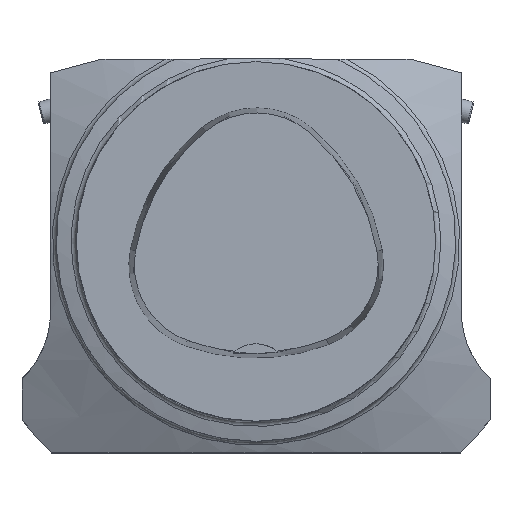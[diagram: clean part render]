
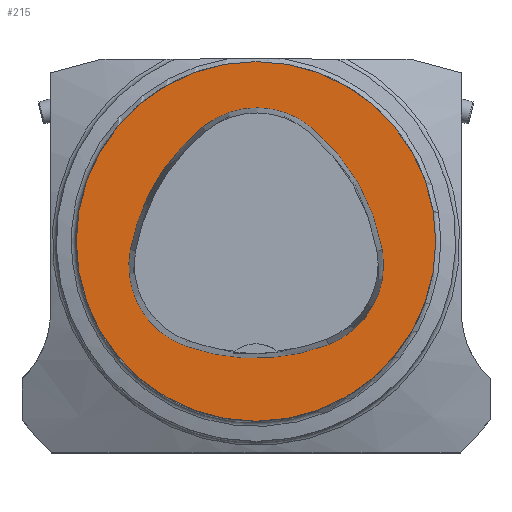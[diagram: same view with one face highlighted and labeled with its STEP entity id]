
A CAD part, top view. The second image highlights one B-rep face of the part: STEP entity #215.
In plain terms, the highlighted planar face has unit normal (0, 0, 1).
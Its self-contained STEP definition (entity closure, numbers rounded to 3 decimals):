
#215=ADVANCED_FACE('',(#572,#573),#282,.T.);
#282=PLANE('',#1617);
#572=FACE_BOUND('',#651,.T.);
#573=FACE_BOUND('',#652,.T.);
#651=EDGE_LOOP('',(#983,#984,#985,#986,#987,#988));
#652=EDGE_LOOP('',(#989));
#983=ORIENTED_EDGE('',*,*,#1403,.T.);
#984=ORIENTED_EDGE('',*,*,#1383,.T.);
#985=ORIENTED_EDGE('',*,*,#1387,.T.);
#986=ORIENTED_EDGE('',*,*,#1390,.T.);
#987=ORIENTED_EDGE('',*,*,#1393,.T.);
#988=ORIENTED_EDGE('',*,*,#1401,.T.);
#989=ORIENTED_EDGE('',*,*,#1259,.F.);
#1120=VERTEX_POINT('',#2129);
#1208=VERTEX_POINT('',#2446);
#1209=VERTEX_POINT('',#2447);
#1212=VERTEX_POINT('',#2455);
#1214=VERTEX_POINT('',#2461);
#1216=VERTEX_POINT('',#2467);
#1223=VERTEX_POINT('',#2488);
#1259=EDGE_CURVE('',#1120,#1120,#1444,.T.);
#1383=EDGE_CURVE('',#1208,#1209,#1455,.T.);
#1387=EDGE_CURVE('',#1209,#1212,#1457,.T.);
#1390=EDGE_CURVE('',#1212,#1214,#1459,.T.);
#1393=EDGE_CURVE('',#1214,#1216,#1461,.T.);
#1401=EDGE_CURVE('',#1216,#1223,#1465,.T.);
#1403=EDGE_CURVE('',#1223,#1208,#1467,.T.);
#1444=CIRCLE('',#1533,31.5);
#1455=CIRCLE('',#1595,36.);
#1457=CIRCLE('',#1598,15.);
#1459=CIRCLE('',#1601,36.);
#1461=CIRCLE('',#1604,15.);
#1465=CIRCLE('',#1609,36.);
#1467=CIRCLE('',#1612,15.);
#1533=AXIS2_PLACEMENT_3D('',#2128,#1705,#1706);
#1595=AXIS2_PLACEMENT_3D('',#2445,#1912,#1913);
#1598=AXIS2_PLACEMENT_3D('',#2454,#1920,#1921);
#1601=AXIS2_PLACEMENT_3D('',#2460,#1927,#1928);
#1604=AXIS2_PLACEMENT_3D('',#2466,#1934,#1935);
#1609=AXIS2_PLACEMENT_3D('',#2489,#1946,#1947);
#1612=AXIS2_PLACEMENT_3D('',#2492,#1952,#1953);
#1617=AXIS2_PLACEMENT_3D('',#2497,#1962,#1963);
#1705=DIRECTION('',(0.,0.,-1.));
#1706=DIRECTION('',(-1.,0.,0.));
#1912=DIRECTION('',(0.,0.,-1.));
#1913=DIRECTION('',(-1.,0.,0.));
#1920=DIRECTION('',(0.,0.,-1.));
#1921=DIRECTION('',(-1.,0.,0.));
#1927=DIRECTION('',(0.,0.,-1.));
#1928=DIRECTION('',(-1.,0.,0.));
#1934=DIRECTION('',(0.,0.,-1.));
#1935=DIRECTION('',(-1.,0.,0.));
#1946=DIRECTION('',(0.,0.,-1.));
#1947=DIRECTION('',(-1.,0.,0.));
#1952=DIRECTION('',(0.,0.,-1.));
#1953=DIRECTION('',(-1.,0.,0.));
#1962=DIRECTION('',(0.,0.,1.));
#1963=DIRECTION('',(1.,0.,0.));
#2128=CARTESIAN_POINT('',(0.,0.,0.));
#2129=CARTESIAN_POINT('',(-31.5,0.,0.));
#2445=CARTESIAN_POINT('',(13.398,-7.893,0.));
#2446=CARTESIAN_POINT('',(-22.041,-1.562,0.));
#2447=CARTESIAN_POINT('',(-9.317,20.036,0.));
#2454=CARTESIAN_POINT('',(0.148,8.399,0.));
#2455=CARTESIAN_POINT('',(9.779,19.898,0.));
#2460=CARTESIAN_POINT('',(-13.337,-7.7,0.));
#2461=CARTESIAN_POINT('',(22.122,-1.48,0.));
#2466=CARTESIAN_POINT('',(7.347,-4.071,0.));
#2467=CARTESIAN_POINT('',(12.693,-18.087,0.));
#2488=CARTESIAN_POINT('',(-12.373,-18.307,0.));
#2489=CARTESIAN_POINT('',(-0.137,15.55,0.));
#2492=CARTESIAN_POINT('',(-7.275,-4.2,0.));
#2497=CARTESIAN_POINT('',(0.,0.,0.));
